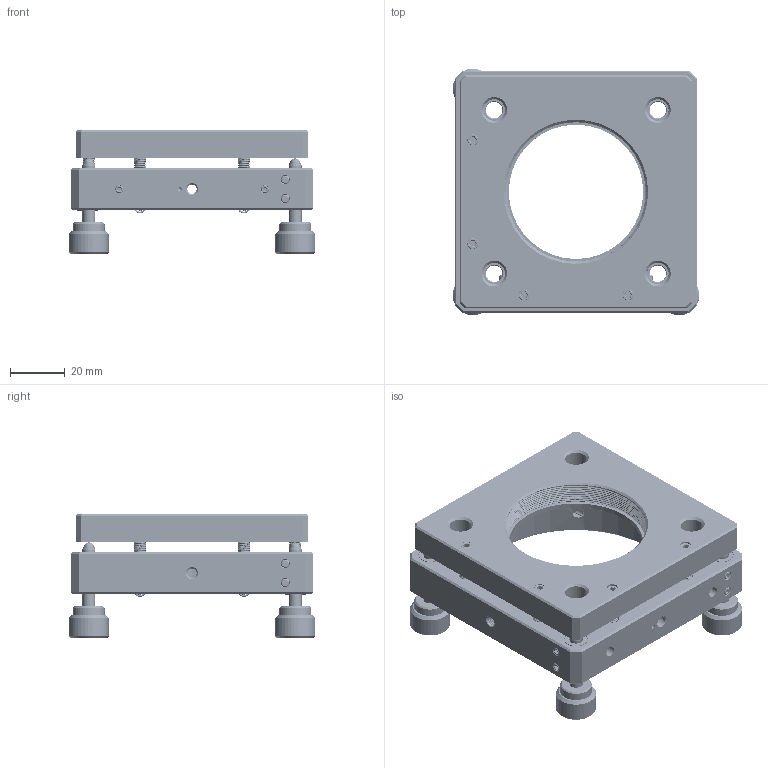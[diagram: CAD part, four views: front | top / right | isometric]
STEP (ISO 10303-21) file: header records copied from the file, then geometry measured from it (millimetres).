
FILE_DESCRIPTION((''),'2;1');
FILE_NAME('MC-S2_ASM','2020-10-23T',('Administrator'),(''),'CREO PARAMETRIC BY PTC INC, 2015290','CREO PARAMETRIC BY PTC INC, 2015290','');
FILE_SCHEMA(('CONFIG_CONTROL_DESIGN'));
Products named in the file (15): MC-S2A_A2; SPRING_4_5X12; M4X6_HS; AXLE_1_5X8; AXLE_1_5X6; AXLE_1_5X6_2; SPACER_6X1; MC-S2A_A3; M3X6_HS; M4X6_HSP; MC-S2_A_ASM; MC-S2A_A4; MC-S2_A1; M3X4_HS; MC-S2_ASM
Assembly tree (35 placements, depth 3):
  MC-S2_ASM
    MC-S2_A_ASM
      MC-S2A_A2
      SPRING_4_5X12  x4
      M4X6_HS  x4
      AXLE_1_5X8  x4
      AXLE_1_5X6
      AXLE_1_5X6_2
      SPACER_6X1
      MC-S2A_A3  x3
      M3X6_HS  x4
      M4X6_HSP
    MC-S2A_A4  x3
    MC-S2_A1
    M3X4_HS  x6
Bounding box: 90.41 x 90.41 x 45.18 mm (x, y, z)
Volume: 107135.2 mm3; surface area: 47221.3 mm2
Topology: 37 solids, 37 shells, 2152 faces, 5718 edges, 3660 vertices
Faces by surface type: cylinder 988, bspline 568, plane 366, cone 208, sphere 12, torus 10
Entity records: 176369 total; most frequent: CARTESIAN_POINT 144115, ORIENTED_EDGE 8114, DIRECTION 4236, EDGE_CURVE 4057, VERTEX_POINT 2623, B_SPLINE_CURVE_WITH_KNOTS 2404, EDGE_LOOP 1568, AXIS2_PLACEMENT_3D 1521
